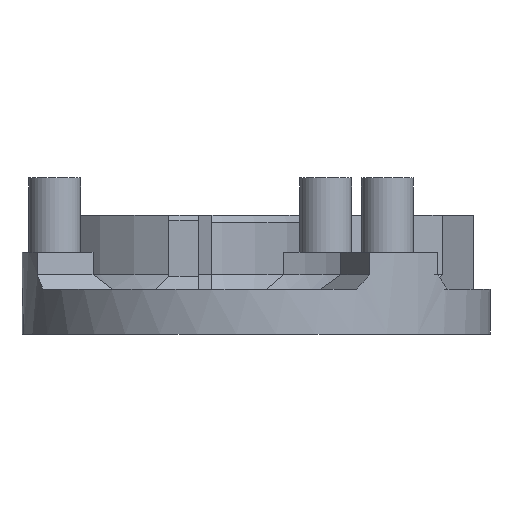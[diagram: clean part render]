
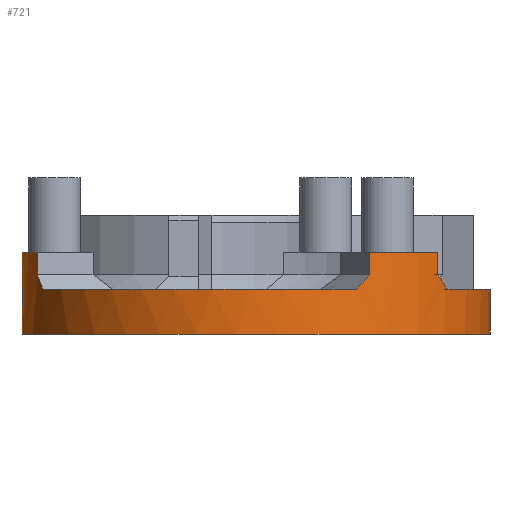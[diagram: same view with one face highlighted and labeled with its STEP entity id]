
A CAD part, front view. The second image highlights one B-rep face of the part: STEP entity #721.
In plain terms, the highlighted cylindrical face has radius 31.5 mm (diameter 63 mm), a partial arc.
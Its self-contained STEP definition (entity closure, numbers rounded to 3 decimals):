
#135 = EDGE_CURVE('',#136,#138,#140,.T.);
#136 = VERTEX_POINT('',#137);
#137 = CARTESIAN_POINT('',(25.683,-171.738,6.));
#138 = VERTEX_POINT('',#139);
#139 = CARTESIAN_POINT('',(29.269,-141.857,6.));
#140 = CIRCLE('',#141,31.5);
#141 = AXIS2_PLACEMENT_3D('',#142,#143,#144);
#142 = CARTESIAN_POINT('',(0.,-153.5,6.));
#143 = DIRECTION('',(0.,0.,1.));
#144 = DIRECTION('',(1.,0.,0.));
#230 = VERTEX_POINT('',#231);
#231 = CARTESIAN_POINT('',(-29.269,-141.857,6.));
#237 = EDGE_CURVE('',#230,#238,#240,.T.);
#238 = VERTEX_POINT('',#239);
#239 = CARTESIAN_POINT('',(-31.398,-150.962,6.));
#240 = CIRCLE('',#241,31.5);
#241 = AXIS2_PLACEMENT_3D('',#242,#243,#244);
#242 = CARTESIAN_POINT('',(0.,-153.5,6.));
#243 = DIRECTION('',(0.,0.,1.));
#244 = DIRECTION('',(1.,0.,0.));
#264 = VERTEX_POINT('',#265);
#265 = CARTESIAN_POINT('',(-28.636,-166.623,6.));
#271 = EDGE_CURVE('',#264,#272,#274,.T.);
#272 = VERTEX_POINT('',#273);
#273 = CARTESIAN_POINT('',(13.501,-181.96,6.));
#274 = CIRCLE('',#275,31.5);
#275 = AXIS2_PLACEMENT_3D('',#276,#277,#278);
#276 = CARTESIAN_POINT('',(0.,-153.5,6.));
#277 = DIRECTION('',(0.,0.,1.));
#278 = DIRECTION('',(1.,0.,0.));
#721 = ADVANCED_FACE('',(#722),#832,.T.);
#722 = FACE_BOUND('',#723,.F.);
#723 = EDGE_LOOP('',(#724,#734,#741,#742,#750,#759,#765,#766,#775,#783,
    #792,#800,#807,#808,#817,#825));
#724 = ORIENTED_EDGE('',*,*,#725,.F.);
#725 = EDGE_CURVE('',#726,#728,#730,.T.);
#726 = VERTEX_POINT('',#727);
#727 = CARTESIAN_POINT('',(24.473,-173.332,8.));
#728 = VERTEX_POINT('',#729);
#729 = CARTESIAN_POINT('',(24.473,-173.332,11.));
#730 = LINE('',#731,#732);
#731 = CARTESIAN_POINT('',(24.473,-173.332,6.));
#732 = VECTOR('',#733,1.);
#733 = DIRECTION('',(0.,0.,1.));
#734 = ORIENTED_EDGE('',*,*,#735,.F.);
#735 = EDGE_CURVE('',#136,#726,#736,.T.);
#736 = ELLIPSE('',#737,44.548,31.5);
#737 = AXIS2_PLACEMENT_3D('',#738,#739,#740);
#738 = CARTESIAN_POINT('',(0.,-153.5,8.));
#739 = DIRECTION('',(-0.445,-0.549,-0.707));
#740 = DIRECTION('',(0.445,0.549,-0.707));
#741 = ORIENTED_EDGE('',*,*,#135,.T.);
#742 = ORIENTED_EDGE('',*,*,#743,.F.);
#743 = EDGE_CURVE('',#744,#138,#746,.T.);
#744 = VERTEX_POINT('',#745);
#745 = CARTESIAN_POINT('',(29.269,-141.857,0.));
#746 = LINE('',#747,#748);
#747 = CARTESIAN_POINT('',(29.269,-141.857,0.));
#748 = VECTOR('',#749,1.);
#749 = DIRECTION('',(0.,0.,1.));
#750 = ORIENTED_EDGE('',*,*,#751,.F.);
#751 = EDGE_CURVE('',#752,#744,#754,.T.);
#752 = VERTEX_POINT('',#753);
#753 = CARTESIAN_POINT('',(-29.269,-141.857,0.));
#754 = CIRCLE('',#755,31.5);
#755 = AXIS2_PLACEMENT_3D('',#756,#757,#758);
#756 = CARTESIAN_POINT('',(0.,-153.5,0.));
#757 = DIRECTION('',(0.,0.,1.));
#758 = DIRECTION('',(1.,0.,0.));
#759 = ORIENTED_EDGE('',*,*,#760,.T.);
#760 = EDGE_CURVE('',#752,#230,#761,.T.);
#761 = LINE('',#762,#763);
#762 = CARTESIAN_POINT('',(-29.269,-141.857,0.));
#763 = VECTOR('',#764,1.);
#764 = DIRECTION('',(0.,0.,1.));
#765 = ORIENTED_EDGE('',*,*,#237,.T.);
#766 = ORIENTED_EDGE('',*,*,#767,.T.);
#767 = EDGE_CURVE('',#238,#768,#770,.T.);
#768 = VERTEX_POINT('',#769);
#769 = CARTESIAN_POINT('',(-31.495,-152.961,8.));
#770 = ELLIPSE('',#771,44.548,31.5);
#771 = AXIS2_PLACEMENT_3D('',#772,#773,#774);
#772 = CARTESIAN_POINT('',(0.,-153.5,8.));
#773 = DIRECTION('',(0.012,0.707,0.707));
#774 = DIRECTION('',(0.012,0.707,-0.707)
  );
#775 = ORIENTED_EDGE('',*,*,#776,.T.);
#776 = EDGE_CURVE('',#768,#777,#779,.T.);
#777 = VERTEX_POINT('',#778);
#778 = CARTESIAN_POINT('',(-31.495,-152.961,11.));
#779 = LINE('',#780,#781);
#780 = CARTESIAN_POINT('',(-31.495,-152.961,6.));
#781 = VECTOR('',#782,1.);
#782 = DIRECTION('',(0.,0.,1.));
#783 = ORIENTED_EDGE('',*,*,#784,.T.);
#784 = EDGE_CURVE('',#777,#785,#787,.T.);
#785 = VERTEX_POINT('',#786);
#786 = CARTESIAN_POINT('',(-29.412,-164.779,11.));
#787 = CIRCLE('',#788,31.5);
#788 = AXIS2_PLACEMENT_3D('',#789,#790,#791);
#789 = CARTESIAN_POINT('',(0.,-153.5,11.));
#790 = DIRECTION('',(0.,0.,1.));
#791 = DIRECTION('',(1.,0.,0.));
#792 = ORIENTED_EDGE('',*,*,#793,.F.);
#793 = EDGE_CURVE('',#794,#785,#796,.T.);
#794 = VERTEX_POINT('',#795);
#795 = CARTESIAN_POINT('',(-29.412,-164.779,8.));
#796 = LINE('',#797,#798);
#797 = CARTESIAN_POINT('',(-29.412,-164.779,6.));
#798 = VECTOR('',#799,1.);
#799 = DIRECTION('',(0.,0.,1.));
#800 = ORIENTED_EDGE('',*,*,#801,.F.);
#801 = EDGE_CURVE('',#264,#794,#802,.T.);
#802 = ELLIPSE('',#803,44.548,31.5);
#803 = AXIS2_PLACEMENT_3D('',#804,#805,#806);
#804 = CARTESIAN_POINT('',(0.,-153.5,8.));
#805 = DIRECTION('',(-0.253,0.66,-0.707));
#806 = DIRECTION('',(0.253,-0.66,-0.707));
#807 = ORIENTED_EDGE('',*,*,#271,.T.);
#808 = ORIENTED_EDGE('',*,*,#809,.T.);
#809 = EDGE_CURVE('',#272,#810,#812,.T.);
#810 = VERTEX_POINT('',#811);
#811 = CARTESIAN_POINT('',(15.281,-181.045,8.));
#812 = ELLIPSE('',#813,44.548,31.5);
#813 = AXIS2_PLACEMENT_3D('',#814,#815,#816);
#814 = CARTESIAN_POINT('',(0.,-153.5,8.));
#815 = DIRECTION('',(-0.618,-0.343,0.707));
#816 = DIRECTION('',(-0.618,-0.343,-0.707));
#817 = ORIENTED_EDGE('',*,*,#818,.T.);
#818 = EDGE_CURVE('',#810,#819,#821,.T.);
#819 = VERTEX_POINT('',#820);
#820 = CARTESIAN_POINT('',(15.281,-181.045,11.));
#821 = LINE('',#822,#823);
#822 = CARTESIAN_POINT('',(15.281,-181.045,6.));
#823 = VECTOR('',#824,1.);
#824 = DIRECTION('',(0.,0.,1.));
#825 = ORIENTED_EDGE('',*,*,#826,.T.);
#826 = EDGE_CURVE('',#819,#728,#827,.T.);
#827 = CIRCLE('',#828,31.5);
#828 = AXIS2_PLACEMENT_3D('',#829,#830,#831);
#829 = CARTESIAN_POINT('',(0.,-153.5,11.));
#830 = DIRECTION('',(0.,0.,1.));
#831 = DIRECTION('',(1.,0.,0.));
#832 = CYLINDRICAL_SURFACE('',#833,31.5);
#833 = AXIS2_PLACEMENT_3D('',#834,#835,#836);
#834 = CARTESIAN_POINT('',(0.,-153.5,0.));
#835 = DIRECTION('',(-0.,-0.,-1.));
#836 = DIRECTION('',(1.,0.,0.));
